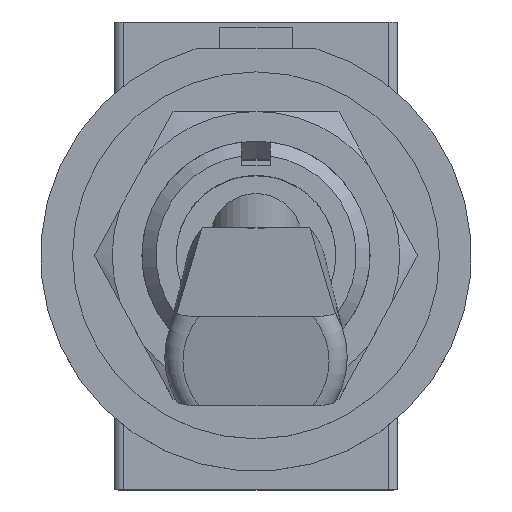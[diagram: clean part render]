
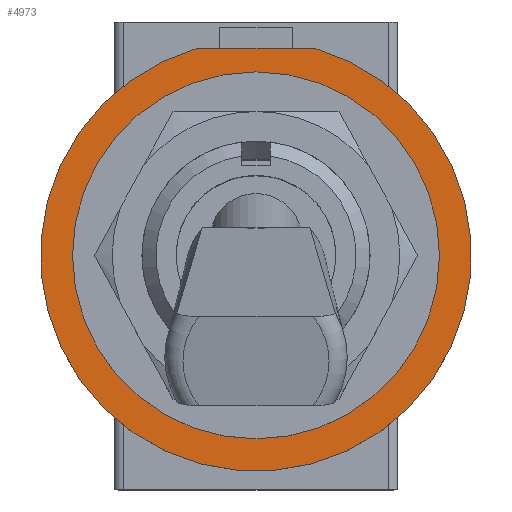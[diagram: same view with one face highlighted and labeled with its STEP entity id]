
A CAD part, top view. The second image highlights one B-rep face of the part: STEP entity #4973.
In plain terms, the highlighted planar face has unit normal (0, 0, 1).
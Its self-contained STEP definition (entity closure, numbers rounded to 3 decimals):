
#4869=CARTESIAN_POINT('',(-1.003,5.766,0.787));
#4870=VERTEX_POINT('',#4869);
#4885=CARTESIAN_POINT('',(-1.64,5.766,0.787));
#4886=VERTEX_POINT('',#4885);
#4893=CARTESIAN_POINT('',(1.64,5.766,0.787));
#4894=DIRECTION('',(-1.0,-0.0,0.0));
#4895=VECTOR('',#4894,1.0);
#4896=LINE('',#4893,#4895);
#4897=EDGE_CURVE('n� 234',#4870,#4886,#4896,.T.);
#4907=CARTESIAN_POINT('',(1.64,5.766,0.787));
#4908=VERTEX_POINT('',#4907);
#4909=CARTESIAN_POINT('',(1.003,5.766,0.787));
#4910=VERTEX_POINT('',#4909);
#4911=CARTESIAN_POINT('',(1.64,5.766,0.787));
#4912=DIRECTION('',(-1.0,-0.0,0.0));
#4913=VECTOR('',#4912,1.0);
#4914=LINE('',#4911,#4913);
#4915=EDGE_CURVE('n� 7',#4908,#4910,#4914,.T.);
#4916=ORIENTED_EDGE('',*,*,#4915,.T.);
#4917=CARTESIAN_POINT('',(1.003,5.766,0.787));
#4918=DIRECTION('',(-1.0,-0.0,0.0));
#4919=VECTOR('',#4918,1.0);
#4920=LINE('',#4917,#4919);
#4921=EDGE_CURVE('n� 305',#4910,#4870,#4920,.T.);
#4922=ORIENTED_EDGE('',*,*,#4921,.T.);
#4923=ORIENTED_EDGE('',*,*,#4897,.T.);
#4924=CARTESIAN_POINT('',(-0.0,0.0,0.787));
#4925=DIRECTION('',(0.0,0.0,1.0));
#4926=DIRECTION('',(0.0,-1.0,0.0));
#4927=AXIS2_PLACEMENT_3D('',#4924,#4925,#4926);
#4928=CIRCLE('',#4927,5.994);
#4929=EDGE_CURVE('n� 4',#4886,#4908,#4928,.T.);
#4930=ORIENTED_EDGE('',*,*,#4929,.T.);
#4931=EDGE_LOOP('',(#4916,#4922,#4923,#4930));
#4932=FACE_OUTER_BOUND('',#4931,.T.);
#4933=CARTESIAN_POINT('',(0.254,3.165,0.787));
#4934=VERTEX_POINT('',#4933);
#4935=CARTESIAN_POINT('',(0.254,2.642,0.787));
#4936=VERTEX_POINT('',#4935);
#4937=CARTESIAN_POINT('',(0.254,3.165,0.787));
#4938=DIRECTION('',(0.0,-1.0,0.0));
#4939=VECTOR('',#4938,1.0);
#4940=LINE('',#4937,#4939);
#4941=EDGE_CURVE('n� 123',#4934,#4936,#4940,.T.);
#4942=ORIENTED_EDGE('',*,*,#4941,.F.);
#4943=CARTESIAN_POINT('',(-0.254,3.165,0.787));
#4944=VERTEX_POINT('',#4943);
#4945=CARTESIAN_POINT('',(-0.0,0.0,0.787));
#4946=DIRECTION('',(0.0,0.0,1.0));
#4947=DIRECTION('',(0.0,-1.0,0.0));
#4948=AXIS2_PLACEMENT_3D('',#4945,#4946,#4947);
#4949=CIRCLE('',#4948,3.175);
#4950=EDGE_CURVE('n� 120',#4944,#4934,#4949,.T.);
#4951=ORIENTED_EDGE('',*,*,#4950,.F.);
#4952=CARTESIAN_POINT('',(-0.254,2.642,0.787));
#4953=VERTEX_POINT('',#4952);
#4954=CARTESIAN_POINT('',(-0.254,2.642,0.787));
#4955=DIRECTION('',(-0.0,1.0,0.0));
#4956=VECTOR('',#4955,1.0);
#4957=LINE('',#4954,#4956);
#4958=EDGE_CURVE('n� 129',#4953,#4944,#4957,.T.);
#4959=ORIENTED_EDGE('',*,*,#4958,.F.);
#4960=CARTESIAN_POINT('',(0.254,2.642,0.787));
#4961=DIRECTION('',(-1.0,-0.0,0.0));
#4962=VECTOR('',#4961,1.0);
#4963=LINE('',#4960,#4962);
#4964=EDGE_CURVE('n� 126',#4936,#4953,#4963,.T.);
#4965=ORIENTED_EDGE('',*,*,#4964,.F.);
#4966=EDGE_LOOP('',(#4942,#4951,#4959,#4965));
#4967=FACE_BOUND('',#4966,.T.);
#4968=CARTESIAN_POINT('',(-0.0,0.0,0.787));
#4969=DIRECTION('',(0.0,0.0,1.0));
#4970=DIRECTION('',(0.0,-1.0,0.0));
#4971=AXIS2_PLACEMENT_3D('',#4968,#4969,#4970);
#4972=PLANE('',#4971);
#4973=ADVANCED_FACE('n� 101',(#4932,#4967),#4972,.T.);
